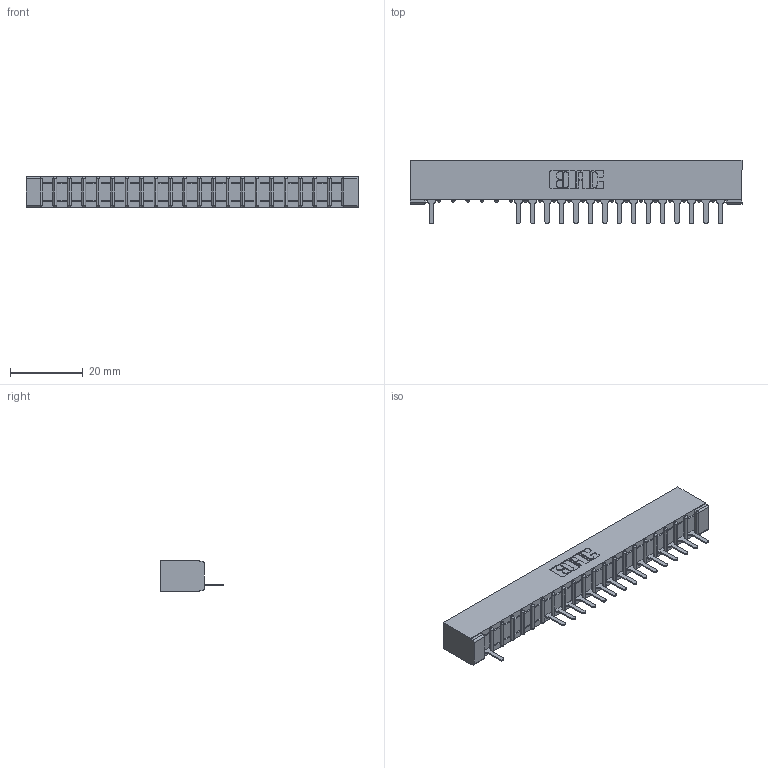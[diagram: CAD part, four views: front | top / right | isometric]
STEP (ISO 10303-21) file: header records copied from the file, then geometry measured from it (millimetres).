
FILE_DESCRIPTION (( 'STEP AP203' ), '1' );
FILE_NAME ('357-021-525-101.STEP', '2018-08-08T09:18:47', ( '' ), ( '' ), 'SwSTEP 2.0', 'SolidWorks 2016', '' );
FILE_SCHEMA (( 'CONFIG_CONTROL_DESIGN' ));
Length unit declared in the file: inch
Products named in the file (3): 307 Part_No Mounting Lugs; 307-290-001_525; 357-021-525-101
Assembly tree (17 placements, depth 2):
  357-021-525-101
    307 Part_No Mounting Lugs
    307-290-001_525  x16
Bounding box: 91.08 x 17.42 x 8.71 mm (x, y, z)
Volume: 5866.9 mm3; surface area: 8841.7 mm2
Topology: 17 solids, 17 shells, 1128 faces, 3211 edges, 2058 vertices
Faces by surface type: plane 718, cylinder 366, sphere 44
Entity records: 20122 total; most frequent: CARTESIAN_POINT 3403, ORIENTED_EDGE 3394, DIRECTION 3315, EDGE_CURVE 1697, LINE 1295, VECTOR 1295, VERTEX_POINT 1098, AXIS2_PLACEMENT_3D 1010
